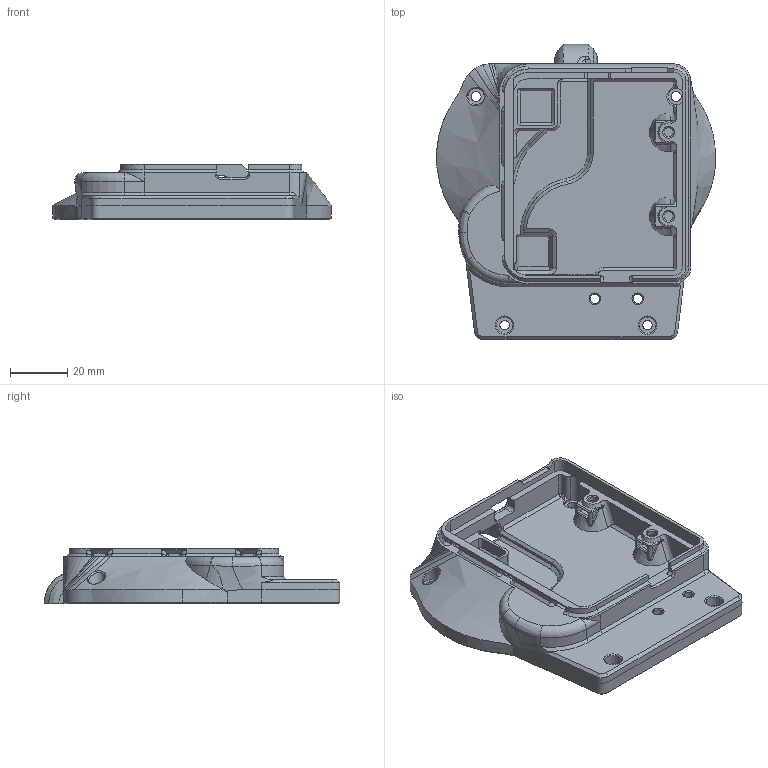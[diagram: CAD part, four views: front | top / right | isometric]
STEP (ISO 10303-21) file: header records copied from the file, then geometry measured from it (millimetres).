
FILE_DESCRIPTION(/* description */ (''),/* implementation_level */ '2;1');
FILE_NAME(/* name */ 'OSSM Mods - AIO PCB Backpack - Base V2.3c.step',/* time_stamp */ '2025-07-16T09:50:18-04:00',/* author */ (''),/* organization */ (''),/* preprocessor_version */ 'ST-DEVELOPER v20.1',/* originating_system */ 'Autodesk Translation Framework v14.10.0.0',/* authorisation */ '');
FILE_SCHEMA (('AUTOMOTIVE_DESIGN { 1 0 10303 214 3 1 1 }'));
Length unit declared in the file: millimetre
Products named in the file (1): Base
Bounding box: 97.61 x 103.26 x 19.47 mm (x, y, z)
Volume: 66126 mm3; surface area: 27506.9 mm2
Topology: 1 solids, 1 shells, 801 faces, 2224 edges, 1430 vertices
Faces by surface type: plane 322, bspline 317, cylinder 93, cone 65, torus 4
Full cylindrical faces by diameter (mm): 3.3 x6, 3.5 x2, 3.6 x2, 5.7 x4
Entity records: 33743 total; most frequent: CARTESIAN_POINT 15448, ORIENTED_EDGE 4428, DIRECTION 2741, EDGE_CURVE 2214, VERTEX_POINT 1430, LINE 1189, VECTOR 1189, EDGE_LOOP 842
